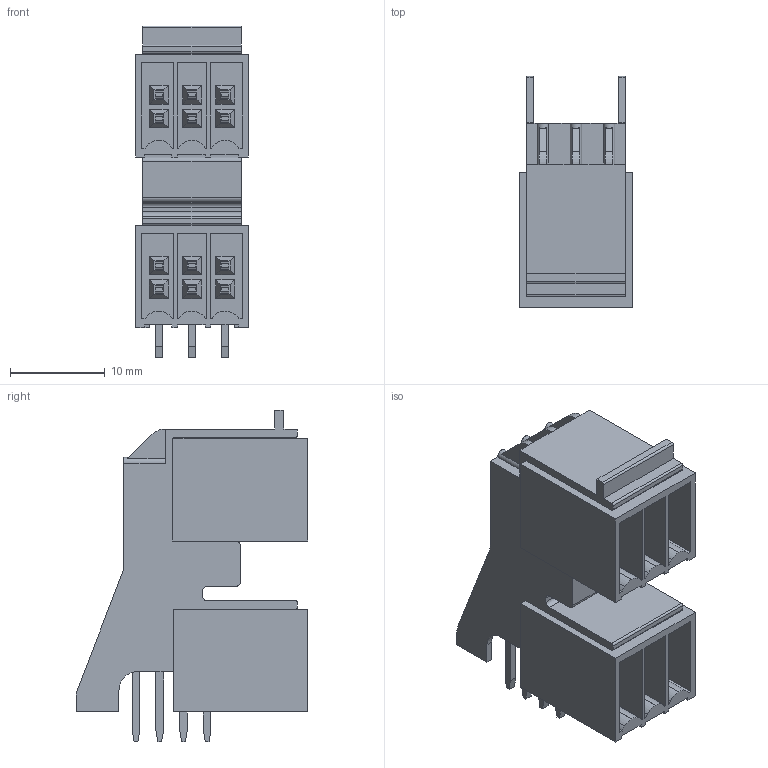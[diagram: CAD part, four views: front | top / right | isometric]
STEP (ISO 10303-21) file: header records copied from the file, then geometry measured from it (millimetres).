
FILE_DESCRIPTION(('CATIA V5 STEP Exchange','CAx-IF Rec.Pracs.--- Model Styling and Organization---1.2---2011-12-15'),'2;1');
FILE_NAME ('D1451376_0_1357800000_1357800000.stp','2018-09-18T11:41:30+00:00',('none'),('Weidmueller'),'CATIA Version 5-6 Release 2014','CATIA V5 STEP AP214','none');
FILE_SCHEMA(('AUTOMOTIVE_DESIGN { 1 0 10303 214 1 1 1 1 }'));
Length unit declared in the file: millimetre
Products named in the file (1): 1357800000
Bounding box: 11.9 x 24.4 x 35 mm (x, y, z)
Volume: 4258.3 mm3; surface area: 6168.5 mm2
Topology: 13 solids, 13 shells, 453 faces, 1214 edges, 802 vertices
Faces by surface type: plane 415, cylinder 38
Entity records: 13181 total; most frequent: ORIENTED_EDGE 2428, CARTESIAN_POINT 2416, DIRECTION 1799, EDGE_CURVE 1214, VECTOR 1076, LINE 1076, VERTEX_POINT 802, EDGE_LOOP 492
